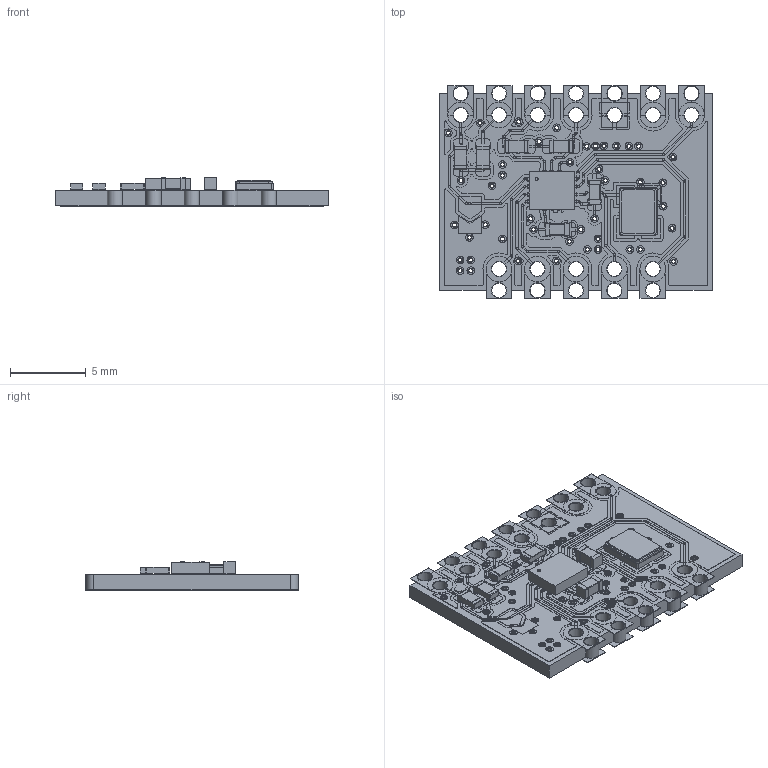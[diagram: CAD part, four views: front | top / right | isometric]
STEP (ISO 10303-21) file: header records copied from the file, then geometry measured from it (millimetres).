
FILE_DESCRIPTION(('KiCad electronic assembly'),'2;1');
FILE_NAME('model.step','2024-11-18T15:34:07',('Pcbnew'),('Kicad'), 'Open CASCADE STEP processor 7.8','KiCad to STEP converter','Unknown' );
FILE_SCHEMA(('AUTOMOTIVE_DESIGN { 1 0 10303 214 1 1 1 1 }'));
Length unit declared in the file: millimetre
Products named in the file (371): model 1; Bosch_LGA-14_3x2.5mm_P0.5mm; Bosch_LGA_14_3x25mm_P05mm; Crystal_SMD_3225-4Pin_3.2x2.5mm; R_0603_1608Metric; C_0603_1608Metric; UNiMOD_track_1; UNiMOD_track_2; UNiMOD_track_3; UNiMOD_track_4; UNiMOD_track_5; UNiMOD_track_6; UNiMOD_track_7; UNiMOD_track_8; UNiMOD_track_9; UNiMOD_track_10; UNiMOD_track_11; UNiMOD_track_12; UNiMOD_track_13; UNiMOD_track_14; UNiMOD_track_15; UNiMOD_track_16; UNiMOD_track_17; UNiMOD_track_18; UNiMOD_track_19; UNiMOD_track_20; UNiMOD_track_21; UNiMOD_track_22; UNiMOD_track_23; UNiMOD_track_24; UNiMOD_track_25; UNiMOD_track_26; UNiMOD_track_27; UNiMOD_track_28; UNiMOD_track_29; UNiMOD_track_30; UNiMOD_track_31; UNiMOD_track_32; UNiMOD_track_33; UNiMOD_track_34 ...
Assembly tree (374 placements, depth 3):
  model 1
    Bosch_LGA-14_3x2.5mm_P0.5mm
      Bosch_LGA_14_3x25mm_P05mm
    Crystal_SMD_3225-4Pin_3.2x2.5mm
      Crystal_SMD_3225-4Pin_3.2x2.5mm
    R_0603_1608Metric  x4
      R_0603_1608Metric
    C_0603_1608Metric  x2
      C_0603_1608Metric
    UNiMOD_track_1
    UNiMOD_track_2
    UNiMOD_track_3
    UNiMOD_track_4
    UNiMOD_track_5
    UNiMOD_track_6
    UNiMOD_track_7
    UNiMOD_track_8
    UNiMOD_track_9
    UNiMOD_track_10
    UNiMOD_track_11
    UNiMOD_track_12
    UNiMOD_track_13
    UNiMOD_track_14
    UNiMOD_track_15
    UNiMOD_track_16
    UNiMOD_track_17
    UNiMOD_track_18
    UNiMOD_track_19
    UNiMOD_track_20
    UNiMOD_track_21
    UNiMOD_track_22
    UNiMOD_track_23
    UNiMOD_track_24
    UNiMOD_track_25
    UNiMOD_track_26
    UNiMOD_track_27
    UNiMOD_track_28
    UNiMOD_track_29
    UNiMOD_track_30
    UNiMOD_track_31
    UNiMOD_track_32
    UNiMOD_track_33
    UNiMOD_track_34
    UNiMOD_track_35
    UNiMOD_track_36
    UNiMOD_track_37
    UNiMOD_track_38
    UNiMOD_track_39
    UNiMOD_track_40
    UNiMOD_track_41
    UNiMOD_track_42
    UNiMOD_track_43
    UNiMOD_track_44
    UNiMOD_track_45
    UNiMOD_track_46
    UNiMOD_track_47
    UNiMOD_track_48
    UNiMOD_track_49
    UNiMOD_track_50
    UNiMOD_track_51
Bounding box: 18 x 14.05 x 1.89 mm (x, y, z)
Volume: 247.7 mm3; surface area: 1736 mm2
Topology: 368 solids, 368 shells, 4979 faces, 12650 edges, 8428 vertices
Faces by surface type: plane 4128, cylinder 851
Full cylindrical faces by diameter (mm): 0.2 x1, 0.25 x216, 0.3 x92, 0.5 x92, 0.95 x72, 1 x36, 1.7 x4
Entity records: 156648 total; most frequent: CARTESIAN_POINT 25870, ORIENTED_EDGE 24748, DIRECTION 24500, EDGE_CURVE 12374, LINE 10744, VECTOR 10744, VERTEX_POINT 8248, AXIS2_PLACEMENT_3D 6878
